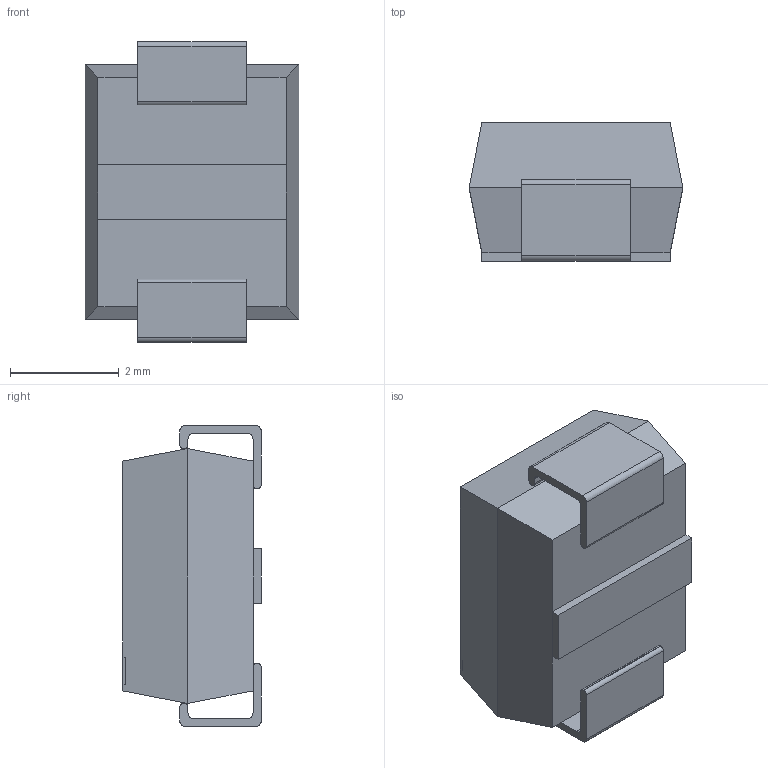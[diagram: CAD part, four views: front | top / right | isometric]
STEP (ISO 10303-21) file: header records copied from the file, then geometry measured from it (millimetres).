
FILE_DESCRIPTION (( 'STEP AP214' ), '1' );
FILE_NAME ('DO-214AA(SMB).STEP', '2020-01-19T17:15:42', ( 'andrei' ), ( '' ), 'SwSTEP 2.0', 'SolidWorks 2018', '' );
FILE_SCHEMA (( 'AUTOMOTIVE_DESIGN' ));
Length unit declared in the file: millimetre
Products named in the file (1): DO-214AA(SMB)
Bounding box: 3.94 x 2.55 x 5.55 mm (x, y, z)
Volume: 41.8 mm3; surface area: 91.8 mm2
Topology: 1 solids, 1 shells, 162 faces, 362 edges, 236 vertices
Faces by surface type: cylinder 84, plane 78
Entity records: 6362 total; most frequent: DIRECTION 856, CARTESIAN_POINT 761, ORIENTED_EDGE 724, EDGE_CURVE 362, AXIS2_PLACEMENT_3D 331, VERTEX_POINT 236, EDGE_LOOP 196, LINE 194
